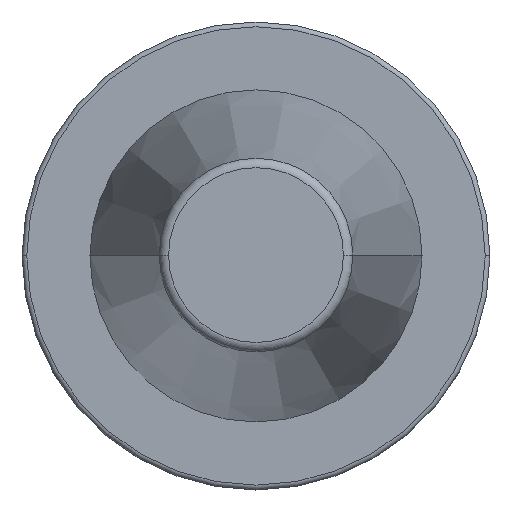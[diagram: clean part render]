
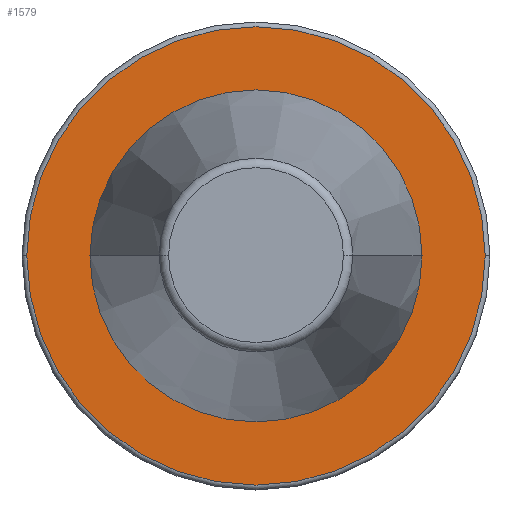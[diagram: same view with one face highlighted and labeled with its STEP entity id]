
A CAD part, top view. The second image highlights one B-rep face of the part: STEP entity #1579.
In plain terms, the highlighted planar face has unit normal (0, 0, 1).
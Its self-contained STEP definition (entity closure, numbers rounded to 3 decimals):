
#70 = AXIS2_PLACEMENT_3D ( 'NONE', #538, #544, #550 ) ;
#109 = EDGE_CURVE ( 'NONE', #237, #1287, #1196, .T. ) ;
#196 = EDGE_CURVE ( 'NONE', #645, #1152, #225, .T. ) ;
#225 = CIRCLE ( 'NONE', #1508, 34.625 ) ;
#237 = VERTEX_POINT ( 'NONE', #535 ) ;
#250 = AXIS2_PLACEMENT_3D ( 'NONE', #1228, #1255, #1259 ) ;
#406 = CARTESIAN_POINT ( 'NONE',  ( 0., 0., -104.8 ) ) ;
#415 = DIRECTION ( 'NONE',  ( 0., 0., 1. ) ) ;
#450 = DIRECTION ( 'NONE',  ( 1., 0., 0. ) ) ;
#535 = CARTESIAN_POINT ( 'NONE',  ( -48.21, 0., -104.8 ) ) ;
#538 = CARTESIAN_POINT ( 'NONE',  ( 0., 0., -104.8 ) ) ;
#544 = DIRECTION ( 'NONE',  ( 0., 0., 1. ) ) ;
#545 = DIRECTION ( 'NONE',  ( 1., 0., 0. ) ) ;
#550 = DIRECTION ( 'NONE',  ( 1., 0., 0. ) ) ;
#560 = CARTESIAN_POINT ( 'NONE',  ( 34.625, 0., -104.8 ) ) ;
#606 = DIRECTION ( 'NONE',  ( 0., 0., 1. ) ) ;
#636 = CARTESIAN_POINT ( 'NONE',  ( 0., 0., -104.8 ) ) ;
#645 = VERTEX_POINT ( 'NONE', #778 ) ;
#671 = CIRCLE ( 'NONE', #1266, 34.625 ) ;
#743 = EDGE_LOOP ( 'NONE', ( #1535, #1227 ) ) ;
#778 = CARTESIAN_POINT ( 'NONE',  ( -34.625, 0., -104.8 ) ) ;
#780 = CARTESIAN_POINT ( 'NONE',  ( 48.21, 0., -104.8 ) ) ;
#808 = EDGE_LOOP ( 'NONE', ( #1263, #1534 ) ) ;
#1092 = CARTESIAN_POINT ( 'NONE',  ( 0., 0., -104.8 ) ) ;
#1095 = DIRECTION ( 'NONE',  ( 0., 0., 1. ) ) ;
#1100 = DIRECTION ( 'NONE',  ( 1., 0., 0. ) ) ;
#1117 = AXIS2_PLACEMENT_3D ( 'NONE', #636, #606, #545 ) ;
#1152 = VERTEX_POINT ( 'NONE', #560 ) ;
#1174 = PLANE ( 'NONE',  #250 ) ;
#1196 = CIRCLE ( 'NONE', #1117, 48.21 ) ;
#1227 = ORIENTED_EDGE ( 'NONE', *, *, #196, .F. ) ;
#1228 = CARTESIAN_POINT ( 'NONE',  ( 0., 34.625, -104.8 ) ) ;
#1255 = DIRECTION ( 'NONE',  ( 0., 0., 1. ) ) ;
#1259 = DIRECTION ( 'NONE',  ( 1., 0., 0. ) ) ;
#1263 = ORIENTED_EDGE ( 'NONE', *, *, #1462, .T. ) ;
#1266 = AXIS2_PLACEMENT_3D ( 'NONE', #1092, #1095, #1100 ) ;
#1287 = VERTEX_POINT ( 'NONE', #780 ) ;
#1295 = FACE_OUTER_BOUND ( 'NONE', #808, .T. ) ;
#1462 = EDGE_CURVE ( 'NONE', #1287, #237, #1511, .T. ) ;
#1508 = AXIS2_PLACEMENT_3D ( 'NONE', #406, #415, #450 ) ;
#1511 = CIRCLE ( 'NONE', #70, 48.21 ) ;
#1528 = FACE_BOUND ( 'NONE', #743, .T. ) ;
#1534 = ORIENTED_EDGE ( 'NONE', *, *, #109, .T. ) ;
#1535 = ORIENTED_EDGE ( 'NONE', *, *, #1553, .F. ) ;
#1553 = EDGE_CURVE ( 'NONE', #1152, #645, #671, .T. ) ;
#1579 = ADVANCED_FACE ( 'NONE', ( #1295, #1528 ), #1174, .T. ) ;
